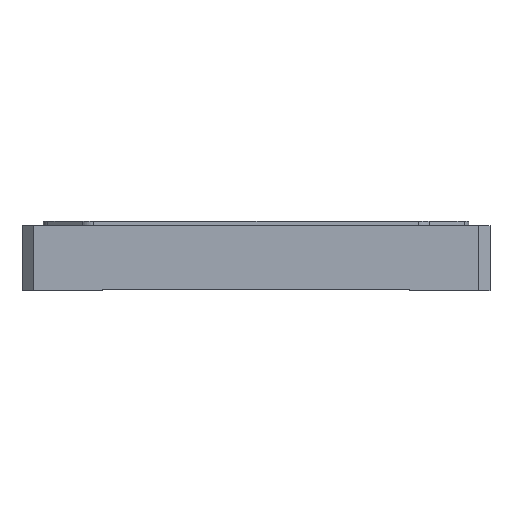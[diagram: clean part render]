
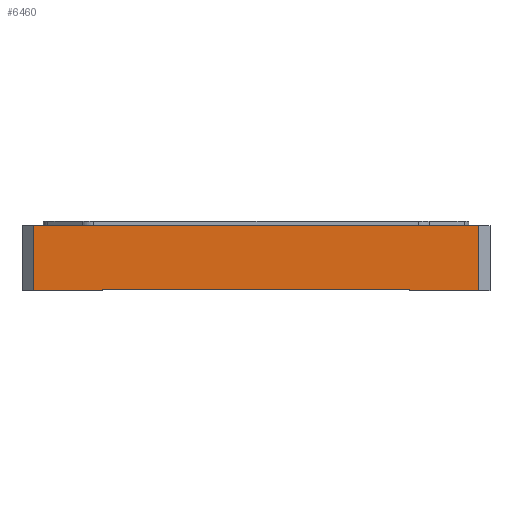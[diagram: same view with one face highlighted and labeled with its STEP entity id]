
A CAD part, front view. The second image highlights one B-rep face of the part: STEP entity #6460.
In plain terms, the highlighted planar face has unit normal (0, -1, 0).
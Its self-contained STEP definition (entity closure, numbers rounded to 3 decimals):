
#137 = CARTESIAN_POINT ( 'NONE',  ( -51.293, -120.507, -10.5 ) ) ;
#153 = EDGE_CURVE ( 'NONE', #2896, #6100, #5881, .T. ) ;
#185 = EDGE_CURVE ( 'NONE', #5345, #600, #5799, .T. ) ;
#236 = DIRECTION ( 'NONE',  ( -1., 0., 0. ) ) ;
#325 = CARTESIAN_POINT ( 'NONE',  ( 109.707, -120.507, -10.5 ) ) ;
#384 = EDGE_CURVE ( 'NONE', #3657, #5930, #424, .T. ) ;
#408 = CARTESIAN_POINT ( 'NONE',  ( -47.293, -120.507, 12.5 ) ) ;
#424 = LINE ( 'NONE', #137, #3552 ) ;
#472 = LINE ( 'NONE', #1175, #5920 ) ;
#585 = VECTOR ( 'NONE', #1000, 1000. ) ;
#600 = VERTEX_POINT ( 'NONE', #1473 ) ;
#659 = DIRECTION ( 'NONE',  ( 1., 0., 0. ) ) ;
#1000 = DIRECTION ( 'NONE',  ( 1., 0., 0. ) ) ;
#1175 = CARTESIAN_POINT ( 'NONE',  ( -51.293, -120.507, -10. ) ) ;
#1340 = DIRECTION ( 'NONE',  ( 0., 0., -1. ) ) ;
#1394 = LINE ( 'NONE', #408, #4306 ) ;
#1473 = CARTESIAN_POINT ( 'NONE',  ( 109.707, -120.507, 12.5 ) ) ;
#1569 = CARTESIAN_POINT ( 'NONE',  ( -22.793, -120.507, 12.5 ) ) ;
#1580 = CARTESIAN_POINT ( 'NONE',  ( -47.293, -120.507, 12.5 ) ) ;
#2114 = EDGE_CURVE ( 'NONE', #5345, #4957, #1394, .T. ) ;
#2157 = EDGE_CURVE ( 'NONE', #4957, #2896, #3886, .T. ) ;
#2244 = VECTOR ( 'NONE', #1340, 1000. ) ;
#2416 = ORIENTED_EDGE ( 'NONE', *, *, #185, .F. ) ;
#2526 = CARTESIAN_POINT ( 'NONE',  ( -51.293, -120.507, 12.5 ) ) ;
#2576 = LINE ( 'NONE', #6586, #2244 ) ;
#2686 = EDGE_CURVE ( 'NONE', #5930, #600, #2806, .T. ) ;
#2806 = LINE ( 'NONE', #5683, #4057 ) ;
#2896 = VERTEX_POINT ( 'NONE', #3278 ) ;
#2976 = DIRECTION ( 'NONE',  ( 0., 1., 0. ) ) ;
#3140 = ORIENTED_EDGE ( 'NONE', *, *, #2157, .T. ) ;
#3278 = CARTESIAN_POINT ( 'NONE',  ( -22.793, -120.507, -10.5 ) ) ;
#3552 = VECTOR ( 'NONE', #659, 1000. ) ;
#3595 = ORIENTED_EDGE ( 'NONE', *, *, #2686, .T. ) ;
#3657 = VERTEX_POINT ( 'NONE', #6624 ) ;
#3780 = ORIENTED_EDGE ( 'NONE', *, *, #384, .T. ) ;
#3886 = LINE ( 'NONE', #5665, #5205 ) ;
#3945 = ORIENTED_EDGE ( 'NONE', *, *, #6367, .T. ) ;
#4057 = VECTOR ( 'NONE', #6738, 1000. ) ;
#4092 = DIRECTION ( 'NONE',  ( 0., 0., -1. ) ) ;
#4306 = VECTOR ( 'NONE', #4092, 1000. ) ;
#4329 = CARTESIAN_POINT ( 'NONE',  ( -47.293, -120.507, -10.5 ) ) ;
#4534 = EDGE_CURVE ( 'NONE', #5906, #6100, #472, .T. ) ;
#4665 = AXIS2_PLACEMENT_3D ( 'NONE', #2526, #2976, #6210 ) ;
#4668 = CARTESIAN_POINT ( 'NONE',  ( -51.293, -120.507, 12.5 ) ) ;
#4703 = DIRECTION ( 'NONE',  ( 1., 0., 0. ) ) ;
#4957 = VERTEX_POINT ( 'NONE', #4329 ) ;
#4985 = FACE_OUTER_BOUND ( 'NONE', #5415, .T. ) ;
#5043 = CARTESIAN_POINT ( 'NONE',  ( 85.207, -120.507, -10. ) ) ;
#5165 = PLANE ( 'NONE',  #4665 ) ;
#5205 = VECTOR ( 'NONE', #4703, 1000. ) ;
#5261 = ORIENTED_EDGE ( 'NONE', *, *, #4534, .F. ) ;
#5345 = VERTEX_POINT ( 'NONE', #1580 ) ;
#5415 = EDGE_LOOP ( 'NONE', ( #3140, #6294, #5261, #3945, #3780, #3595, #2416, #6512 ) ) ;
#5665 = CARTESIAN_POINT ( 'NONE',  ( -51.293, -120.507, -10.5 ) ) ;
#5683 = CARTESIAN_POINT ( 'NONE',  ( 109.707, -120.507, 12.5 ) ) ;
#5799 = LINE ( 'NONE', #4668, #585 ) ;
#5881 = LINE ( 'NONE', #1569, #5959 ) ;
#5906 = VERTEX_POINT ( 'NONE', #5043 ) ;
#5920 = VECTOR ( 'NONE', #236, 1000. ) ;
#5930 = VERTEX_POINT ( 'NONE', #325 ) ;
#5959 = VECTOR ( 'NONE', #6297, 1000. ) ;
#6100 = VERTEX_POINT ( 'NONE', #6381 ) ;
#6210 = DIRECTION ( 'NONE',  ( 0., 0., 1. ) ) ;
#6294 = ORIENTED_EDGE ( 'NONE', *, *, #153, .T. ) ;
#6297 = DIRECTION ( 'NONE',  ( 0., 0., 1. ) ) ;
#6367 = EDGE_CURVE ( 'NONE', #5906, #3657, #2576, .T. ) ;
#6381 = CARTESIAN_POINT ( 'NONE',  ( -22.793, -120.507, -10. ) ) ;
#6460 = ADVANCED_FACE ( 'NONE', ( #4985 ), #5165, .F. ) ;
#6512 = ORIENTED_EDGE ( 'NONE', *, *, #2114, .T. ) ;
#6586 = CARTESIAN_POINT ( 'NONE',  ( 85.207, -120.507, 12.5 ) ) ;
#6624 = CARTESIAN_POINT ( 'NONE',  ( 85.207, -120.507, -10.5 ) ) ;
#6738 = DIRECTION ( 'NONE',  ( 0., 0., 1. ) ) ;
